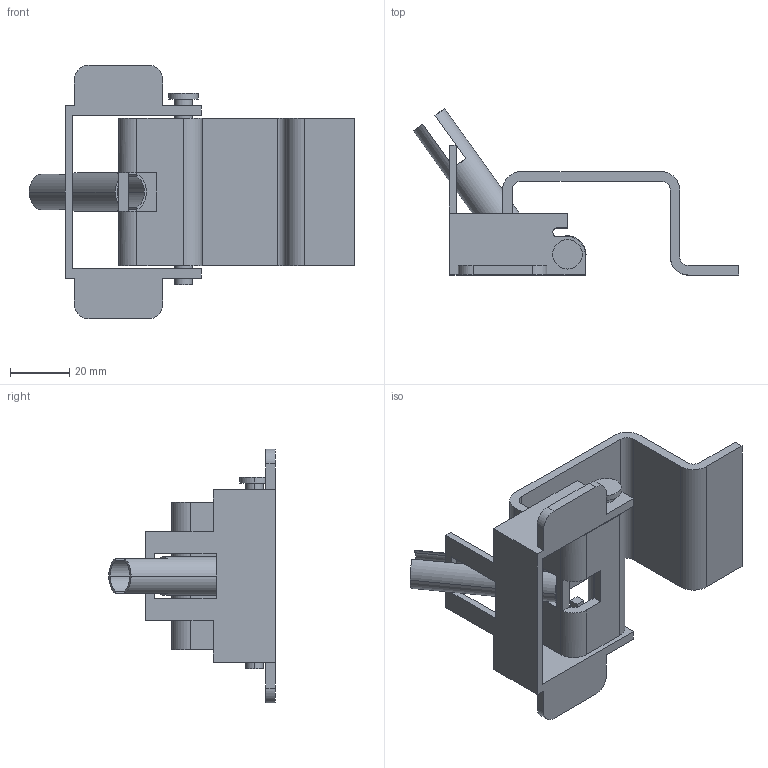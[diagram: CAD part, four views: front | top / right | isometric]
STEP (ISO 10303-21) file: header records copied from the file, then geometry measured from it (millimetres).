
FILE_DESCRIPTION (( 'STEP AP203' ), '1' );
FILE_NAME ('B-81-1.STEP', '2011-10-17T05:34:19', ( '' ), ( '' ), 'SwSTEP 2.0', 'SolidWorks 2011', '' );
FILE_SCHEMA (( 'CONFIG_CONTROL_DESIGN' ));
Length unit declared in the file: millimetre
Products named in the file (5): B-81-1; B-81-1僗僾儕儞僌僇僶乕_; B-81-1ピン_; B-81-1ヒンジB_; B-81-1ヒンジA_
Assembly tree (4 placements, depth 2):
  B-81-1
    B-81-1僗僾儕儞僌僇僶乕_
    B-81-1ヒンジA_
    B-81-1ヒンジB_
    B-81-1ピン_
Bounding box: 110.24 x 56.41 x 86 mm (x, y, z)
Volume: 42255.5 mm3; surface area: 33236.3 mm2
Topology: 4 solids, 4 shells, 113 faces, 330 edges, 220 vertices
Faces by surface type: plane 78, cylinder 35
Entity records: 4309 total; most frequent: CARTESIAN_POINT 670, DIRECTION 664, ORIENTED_EDGE 660, EDGE_CURVE 330, VECTOR 236, LINE 236, VERTEX_POINT 220, AXIS2_PLACEMENT_3D 214
